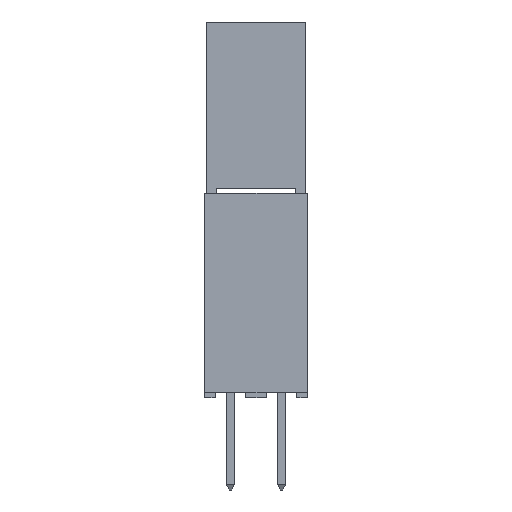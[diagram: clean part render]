
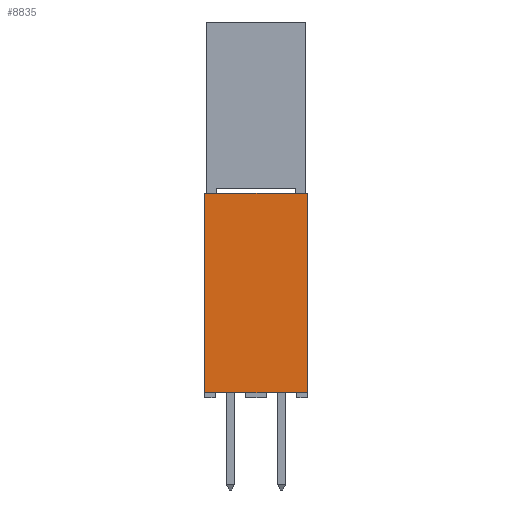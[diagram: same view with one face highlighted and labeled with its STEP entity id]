
A CAD part, left-side view. The second image highlights one B-rep face of the part: STEP entity #8835.
In plain terms, the highlighted planar face has unit normal (-1, 0, 0).
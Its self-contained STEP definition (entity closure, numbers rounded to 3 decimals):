
#161=FACE_OUTER_BOUND($,#663,.T.);
#663=EDGE_LOOP($,(#6252,#6253,#6254,#6255));
#1285=LINE($,#12407,#2549);
#1351=LINE($,#12534,#2615);
#1409=LINE($,#12642,#2673);
#1430=LINE($,#12680,#2694);
#2549=VECTOR($,#10118,9.906);
#2615=VECTOR($,#10186,5.08);
#2673=VECTOR($,#10246,9.906);
#2694=VECTOR($,#10277,5.08);
#3745=VERTEX_POINT($,#12404);
#3746=VERTEX_POINT($,#12406);
#3806=VERTEX_POINT($,#12532);
#3855=VERTEX_POINT($,#12640);
#4645=EDGE_CURVE($,#3746,#3745,#1285,.T.);
#4711=EDGE_CURVE($,#3745,#3806,#1351,.T.);
#4769=EDGE_CURVE($,#3855,#3806,#1409,.T.);
#4790=EDGE_CURVE($,#3746,#3855,#1430,.T.);
#6252=ORIENTED_EDGE($,*,*,#4711,.T.);
#6253=ORIENTED_EDGE($,*,*,#4769,.F.);
#6254=ORIENTED_EDGE($,*,*,#4790,.F.);
#6255=ORIENTED_EDGE($,*,*,#4645,.T.);
#8341=PLANE($,#9352);
#8835=ADVANCED_FACE($,(#161),#8341,.F.);
#9352=AXIS2_PLACEMENT_3D($,#12679,#10275,#10276);
#10118=DIRECTION($,(0.,0.,-1.));
#10186=DIRECTION($,(0.,-1.,0.));
#10246=DIRECTION($,(0.,0.,-1.));
#10275=DIRECTION('center_axis',(1.,0.,0.));
#10276=DIRECTION('ref_axis',(0.,1.,0.));
#10277=DIRECTION($,(0.,-1.,0.));
#12404=CARTESIAN_POINT('',(-20.434,2.54,0.254));
#12406=CARTESIAN_POINT('',(-20.434,2.54,10.16));
#12407=CARTESIAN_POINT($,(-20.434,2.54,10.16));
#12532=CARTESIAN_POINT('',(-20.434,-2.54,0.254));
#12534=CARTESIAN_POINT($,(-20.434,2.54,0.254));
#12640=CARTESIAN_POINT('',(-20.434,-2.54,10.16));
#12642=CARTESIAN_POINT($,(-20.434,-2.54,10.16));
#12679=CARTESIAN_POINT('Origin',(-20.434,2.54,10.16));
#12680=CARTESIAN_POINT($,(-20.434,2.54,10.16));
